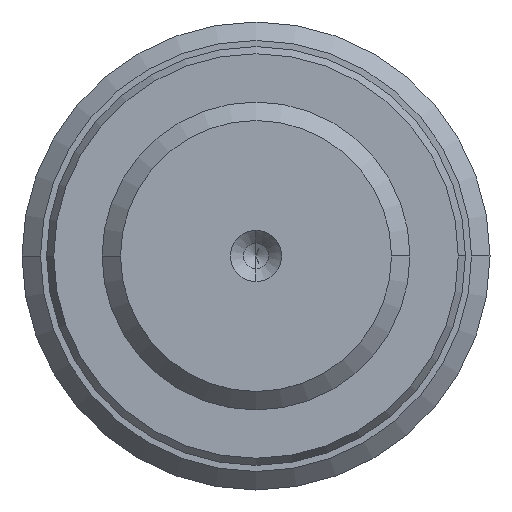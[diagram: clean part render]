
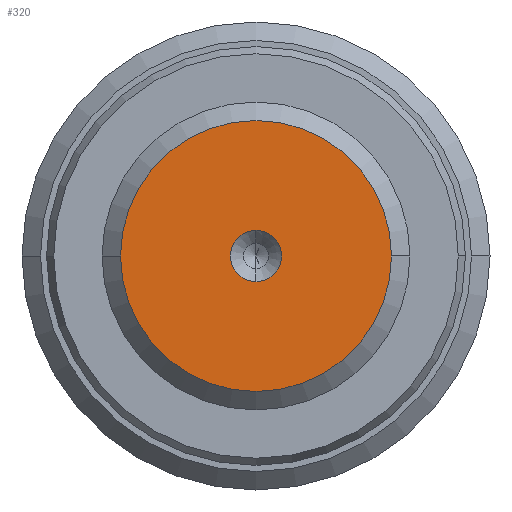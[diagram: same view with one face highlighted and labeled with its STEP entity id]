
A CAD part, left-side view. The second image highlights one B-rep face of the part: STEP entity #320.
In plain terms, the highlighted planar face has unit normal (-1, 0, 0).
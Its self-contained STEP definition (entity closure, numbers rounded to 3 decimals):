
#57 = CIRCLE ( 'NONE', #1335, 2.075 ) ;
#116 = ORIENTED_EDGE ( 'NONE', *, *, #1959, .T. ) ;
#250 = CIRCLE ( 'NONE', #1838, 11. ) ;
#255 = AXIS2_PLACEMENT_3D ( 'NONE', #938, #2077, #736 ) ;
#296 = DIRECTION ( 'NONE',  ( 0., -1., 0. ) ) ;
#320 = ADVANCED_FACE ( 'NONE', ( #1458, #2407 ), #1676, .T. ) ;
#498 = CARTESIAN_POINT ( 'NONE',  ( 0., 0., 2.075 ) ) ;
#583 = EDGE_CURVE ( 'NONE', #2401, #1317, #2343, .T. ) ;
#587 = DIRECTION ( 'NONE',  ( 1., 0., 0. ) ) ;
#736 = DIRECTION ( 'NONE',  ( 0., -1., 0. ) ) ;
#794 = CARTESIAN_POINT ( 'NONE',  ( 0., 0., 0. ) ) ;
#801 = DIRECTION ( 'NONE',  ( -1., 0., 0. ) ) ;
#834 = EDGE_CURVE ( 'NONE', #1317, #2401, #250, .T. ) ;
#893 = ORIENTED_EDGE ( 'NONE', *, *, #583, .T. ) ;
#938 = CARTESIAN_POINT ( 'NONE',  ( 0., 0., 0. ) ) ;
#1077 = DIRECTION ( 'NONE',  ( 0., -1., 0. ) ) ;
#1089 = EDGE_LOOP ( 'NONE', ( #2031, #893 ) ) ;
#1110 = CARTESIAN_POINT ( 'NONE',  ( 0., 11., 0. ) ) ;
#1180 = DIRECTION ( 'NONE',  ( 0., -1., 0. ) ) ;
#1186 = CIRCLE ( 'NONE', #255, 2.075 ) ;
#1317 = VERTEX_POINT ( 'NONE', #1110 ) ;
#1335 = AXIS2_PLACEMENT_3D ( 'NONE', #794, #587, #2087 ) ;
#1408 = AXIS2_PLACEMENT_3D ( 'NONE', #2121, #801, #1180 ) ;
#1433 = DIRECTION ( 'NONE',  ( -1., 0., 0. ) ) ;
#1435 = ORIENTED_EDGE ( 'NONE', *, *, #2143, .T. ) ;
#1458 = FACE_BOUND ( 'NONE', #1777, .T. ) ;
#1548 = CARTESIAN_POINT ( 'NONE',  ( 0., -11., 0. ) ) ;
#1618 = VERTEX_POINT ( 'NONE', #1795 ) ;
#1642 = CARTESIAN_POINT ( 'NONE',  ( 0., 0., 0. ) ) ;
#1676 = PLANE ( 'NONE',  #2298 ) ;
#1715 = VERTEX_POINT ( 'NONE', #498 ) ;
#1777 = EDGE_LOOP ( 'NONE', ( #116, #1435 ) ) ;
#1795 = CARTESIAN_POINT ( 'NONE',  ( 0., 0., -2.075 ) ) ;
#1838 = AXIS2_PLACEMENT_3D ( 'NONE', #2169, #2390, #296 ) ;
#1959 = EDGE_CURVE ( 'NONE', #1715, #1618, #1186, .T. ) ;
#2031 = ORIENTED_EDGE ( 'NONE', *, *, #834, .T. ) ;
#2077 = DIRECTION ( 'NONE',  ( 1., 0., 0. ) ) ;
#2087 = DIRECTION ( 'NONE',  ( 0., -1., 0. ) ) ;
#2121 = CARTESIAN_POINT ( 'NONE',  ( 0., 0., 0. ) ) ;
#2143 = EDGE_CURVE ( 'NONE', #1618, #1715, #57, .T. ) ;
#2169 = CARTESIAN_POINT ( 'NONE',  ( 0., 0., 0. ) ) ;
#2298 = AXIS2_PLACEMENT_3D ( 'NONE', #1642, #1433, #1077 ) ;
#2343 = CIRCLE ( 'NONE', #1408, 11. ) ;
#2390 = DIRECTION ( 'NONE',  ( -1., 0., 0. ) ) ;
#2401 = VERTEX_POINT ( 'NONE', #1548 ) ;
#2407 = FACE_OUTER_BOUND ( 'NONE', #1089, .T. ) ;
